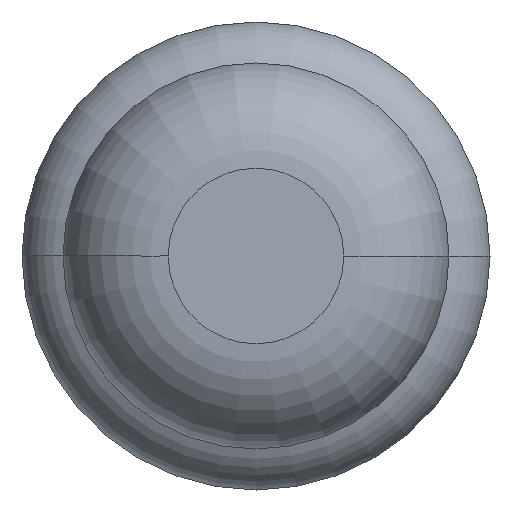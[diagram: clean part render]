
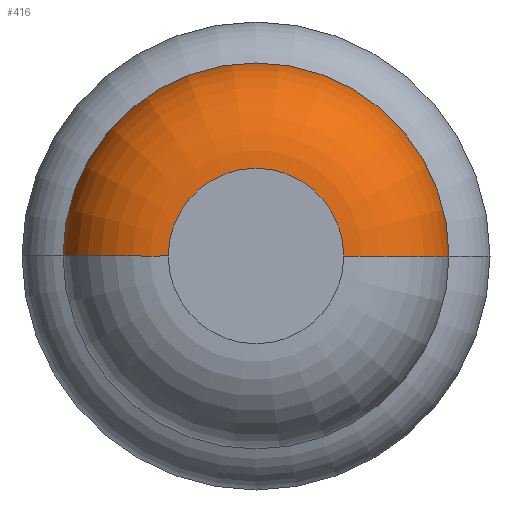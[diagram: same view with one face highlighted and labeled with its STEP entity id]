
A CAD part, front view. The second image highlights one B-rep face of the part: STEP entity #416.
In plain terms, the highlighted toroidal (fillet/blend) face has major radius 0.375 mm and minor radius 0.45 mm.
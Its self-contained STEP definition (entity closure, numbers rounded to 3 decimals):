
#155 = ORIENTED_EDGE ( 'NONE', *, *, #1995, .T. ) ;
#321 = CIRCLE ( 'NONE', #1459, 0.825 ) ;
#323 = CARTESIAN_POINT ( 'NONE',  ( 0.375, -32., 0. ) ) ;
#416 = ADVANCED_FACE ( 'Defeature ausgef�hrt1_7', ( #3356 ), #2595, .T. ) ;
#529 = VERTEX_POINT ( 'NONE', #2008 ) ;
#761 = CARTESIAN_POINT ( 'NONE',  ( -0.375, -31.55, 0. ) ) ;
#1036 = ORIENTED_EDGE ( 'NONE', *, *, #3422, .T. ) ;
#1040 = DIRECTION ( 'NONE',  ( 1., 0., 0. ) ) ;
#1224 = AXIS2_PLACEMENT_3D ( 'NONE', #1558, #1866, #2137 ) ;
#1254 = ORIENTED_EDGE ( 'NONE', *, *, #2561, .F. ) ;
#1315 = DIRECTION ( 'NONE',  ( 0., 0., 1. ) ) ;
#1459 = AXIS2_PLACEMENT_3D ( 'NONE', #3100, #2818, #2244 ) ;
#1547 = CARTESIAN_POINT ( 'NONE',  ( -0.825, -31.55, 0. ) ) ;
#1558 = CARTESIAN_POINT ( 'NONE',  ( 0.375, -31.55, 0. ) ) ;
#1671 = CIRCLE ( 'NONE', #1974, 0.45 ) ;
#1733 = ORIENTED_EDGE ( 'NONE', *, *, #2635, .F. ) ;
#1866 = DIRECTION ( 'NONE',  ( 0., 0., -1. ) ) ;
#1974 = AXIS2_PLACEMENT_3D ( 'NONE', #761, #1315, #3658 ) ;
#1995 = EDGE_CURVE ( 'Defeature ausgef�hrt1_7+Defeature ausgef�hrt1_8+Defeature ausgef�hrt1_8+Defeature ausgef�hrt1_8', #2796, #2645, #321, .T. ) ;
#2008 = CARTESIAN_POINT ( 'NONE',  ( -0.375, -32., 0. ) ) ;
#2039 = DIRECTION ( 'NONE',  ( 0., -1., 0. ) ) ;
#2106 = VERTEX_POINT ( 'NONE', #323 ) ;
#2137 = DIRECTION ( 'NONE',  ( -1., 0., 0. ) ) ;
#2238 = DIRECTION ( 'NONE',  ( 1., 0., 0. ) ) ;
#2244 = DIRECTION ( 'NONE',  ( 1., 0., 0. ) ) ;
#2543 = CIRCLE ( 'NONE', #1224, 0.45 ) ;
#2549 = AXIS2_PLACEMENT_3D ( 'NONE', #3690, #2039, #2238 ) ;
#2561 = EDGE_CURVE ( 'NONE', #2796, #2106, #2543, .T. ) ;
#2595 = TOROIDAL_SURFACE ( 'NONE', #2549, 0.375, 0.45 ) ;
#2623 = EDGE_LOOP ( 'NONE', ( #155, #1036, #1733, #1254 ) ) ;
#2635 = EDGE_CURVE ( 'Defeature ausgef�hrt1_6+Defeature ausgef�hrt1_7+Defeature ausgef�hrt1_7+Defeature ausgef�hrt1_7', #2106, #529, #3576, .T. ) ;
#2645 = VERTEX_POINT ( 'NONE', #1547 ) ;
#2732 = AXIS2_PLACEMENT_3D ( 'NONE', #3097, #2813, #1040 ) ;
#2796 = VERTEX_POINT ( 'NONE', #3728 ) ;
#2813 = DIRECTION ( 'NONE',  ( 0., -1., 0. ) ) ;
#2818 = DIRECTION ( 'NONE',  ( 0., -1., 0. ) ) ;
#3097 = CARTESIAN_POINT ( 'NONE',  ( 0., -32., 0. ) ) ;
#3100 = CARTESIAN_POINT ( 'NONE',  ( 0., -31.55, 0. ) ) ;
#3356 = FACE_OUTER_BOUND ( 'NONE', #2623, .T. ) ;
#3422 = EDGE_CURVE ( 'NONE', #2645, #529, #1671, .T. ) ;
#3576 = CIRCLE ( 'NONE', #2732, 0.375 ) ;
#3658 = DIRECTION ( 'NONE',  ( 1., 0., 0. ) ) ;
#3690 = CARTESIAN_POINT ( 'NONE',  ( 0., -31.55, 0. ) ) ;
#3728 = CARTESIAN_POINT ( 'NONE',  ( 0.825, -31.55, 0. ) ) ;
